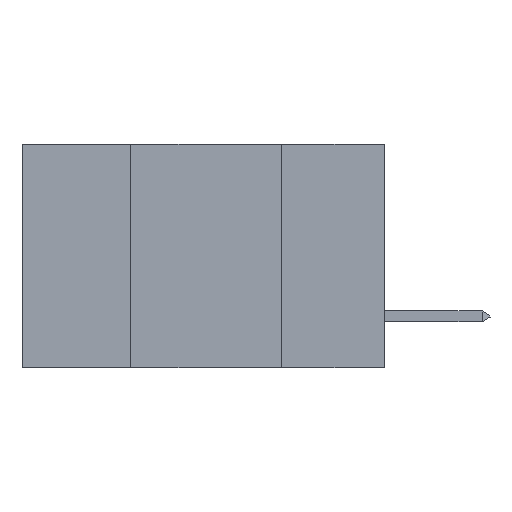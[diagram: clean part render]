
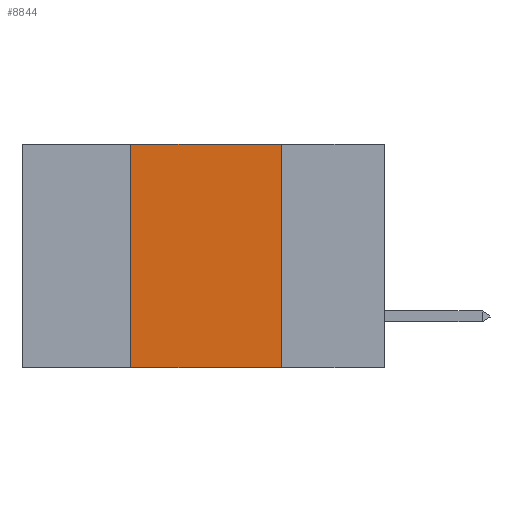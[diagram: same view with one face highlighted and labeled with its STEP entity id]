
A CAD part, left-side view. The second image highlights one B-rep face of the part: STEP entity #8844.
In plain terms, the highlighted planar face has unit normal (-1, 0, 0).
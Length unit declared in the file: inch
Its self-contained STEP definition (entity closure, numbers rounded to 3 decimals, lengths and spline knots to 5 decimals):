
#230 = PLANE ( 'NONE',  #4208 ) ;
#424 = VECTOR ( 'NONE', #11374, 39.37008 ) ;
#1671 = FACE_OUTER_BOUND ( 'NONE', #3772, .T. ) ;
#2199 = DIRECTION ( 'NONE',  ( 1., 0., 0. ) ) ;
#2237 = VECTOR ( 'NONE', #11425, 39.37008 ) ;
#3459 = DIRECTION ( 'NONE',  ( 0., 0., -1. ) ) ;
#3772 = EDGE_LOOP ( 'NONE', ( #8765, #11415, #11597, #10447 ) ) ;
#4074 = VERTEX_POINT ( 'NONE', #4378 ) ;
#4093 = CARTESIAN_POINT ( 'NONE',  ( 0., 0.42, 0. ) ) ;
#4194 = CARTESIAN_POINT ( 'NONE',  ( 0., 0.42, 0. ) ) ;
#4208 = AXIS2_PLACEMENT_3D ( 'NONE', #4261, #2199, #3459 ) ;
#4261 = CARTESIAN_POINT ( 'NONE',  ( 0., 0.6, 0. ) ) ;
#4378 = CARTESIAN_POINT ( 'NONE',  ( 0., 0.17, -0.37 ) ) ;
#4765 = EDGE_CURVE ( 'NONE', #7235, #8091, #5002, .T. ) ;
#4859 = CARTESIAN_POINT ( 'NONE',  ( 0., 0.42, -0.37 ) ) ;
#5002 = LINE ( 'NONE', #10365, #2237 ) ;
#5227 = EDGE_CURVE ( 'NONE', #8091, #4074, #5346, .T. ) ;
#5346 = LINE ( 'NONE', #12346, #12545 ) ;
#5775 = EDGE_CURVE ( 'NONE', #12114, #7235, #7890, .T. ) ;
#6214 = DIRECTION ( 'NONE',  ( 0., 0., -1. ) ) ;
#6982 = CARTESIAN_POINT ( 'NONE',  ( 0., 0.6, -0.37 ) ) ;
#7235 = VERTEX_POINT ( 'NONE', #4093 ) ;
#7890 = LINE ( 'NONE', #4194, #424 ) ;
#8091 = VERTEX_POINT ( 'NONE', #10660 ) ;
#8595 = LINE ( 'NONE', #6982, #9072 ) ;
#8765 = ORIENTED_EDGE ( 'NONE', *, *, #5227, .F. ) ;
#8844 = ADVANCED_FACE ( 'NONE', ( #1671 ), #230, .F. ) ;
#9072 = VECTOR ( 'NONE', #13244, 39.37008 ) ;
#9987 = EDGE_CURVE ( 'NONE', #12114, #4074, #8595, .T. ) ;
#10365 = CARTESIAN_POINT ( 'NONE',  ( 0., 0.6, 0. ) ) ;
#10447 = ORIENTED_EDGE ( 'NONE', *, *, #9987, .T. ) ;
#10660 = CARTESIAN_POINT ( 'NONE',  ( 0., 0.17, 0. ) ) ;
#11374 = DIRECTION ( 'NONE',  ( 0., 0., 1. ) ) ;
#11415 = ORIENTED_EDGE ( 'NONE', *, *, #4765, .F. ) ;
#11425 = DIRECTION ( 'NONE',  ( 0., -1., 0. ) ) ;
#11597 = ORIENTED_EDGE ( 'NONE', *, *, #5775, .F. ) ;
#12114 = VERTEX_POINT ( 'NONE', #4859 ) ;
#12346 = CARTESIAN_POINT ( 'NONE',  ( 0., 0.17, 0. ) ) ;
#12545 = VECTOR ( 'NONE', #6214, 39.37008 ) ;
#13244 = DIRECTION ( 'NONE',  ( 0., -1., 0. ) ) ;
